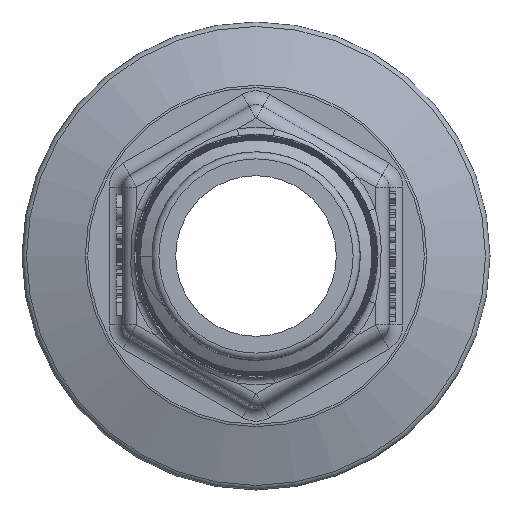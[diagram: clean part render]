
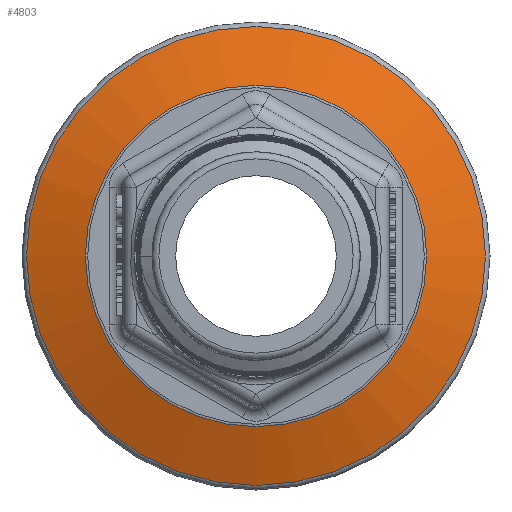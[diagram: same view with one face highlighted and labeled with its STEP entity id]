
A CAD part, left-side view. The second image highlights one B-rep face of the part: STEP entity #4803.
In plain terms, the highlighted conical face has half-angle 70 degrees and reference radius 22.339 mm.
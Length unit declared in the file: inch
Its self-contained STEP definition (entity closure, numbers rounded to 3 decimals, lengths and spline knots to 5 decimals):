
#13=CONICAL_SURFACE($,#5158,0.8795,70.);
#32=FACE_BOUND($,#1476,.T.);
#1184=FACE_OUTER_BOUND($,#1475,.T.);
#1475=EDGE_LOOP($,(#3495));
#1476=EDGE_LOOP($,(#3496));
#2005=CIRCLE($,#5157,0.74397);
#2006=CIRCLE($,#5159,1.00026);
#2133=VERTEX_POINT($,#6916);
#2134=VERTEX_POINT($,#6919);
#2657=EDGE_CURVE($,#2133,#2133,#2005,.T.);
#2658=EDGE_CURVE($,#2134,#2134,#2006,.T.);
#3495=ORIENTED_EDGE($,*,*,#2658,.F.);
#3496=ORIENTED_EDGE($,*,*,#2657,.F.);
#4803=ADVANCED_FACE($,(#1184,#32),#13,.T.);
#5157=AXIS2_PLACEMENT_3D($,#6917,#5621,#5622);
#5158=AXIS2_PLACEMENT_3D($,#6918,#5623,#5624);
#5159=AXIS2_PLACEMENT_3D($,#6920,#5625,#5626);
#5621=DIRECTION('center_axis',(-1.,0.,0.));
#5622=DIRECTION('ref_axis',(0.,-1.,0.));
#5623=DIRECTION('center_axis',(1.,0.,0.));
#5624=DIRECTION('ref_axis',(0.,1.,0.));
#5625=DIRECTION('center_axis',(1.,0.,0.));
#5626=DIRECTION('ref_axis',(0.,-1.,0.));
#6916=CARTESIAN_POINT('',(1.47753,0.74397,0.));
#6917=CARTESIAN_POINT('Origin',(1.47753,0.,0.));
#6918=CARTESIAN_POINT('Origin',(1.52686,0.,0.));
#6919=CARTESIAN_POINT('',(1.57082,1.00026,0.));
#6920=CARTESIAN_POINT('Origin',(1.57082,0.,0.));
